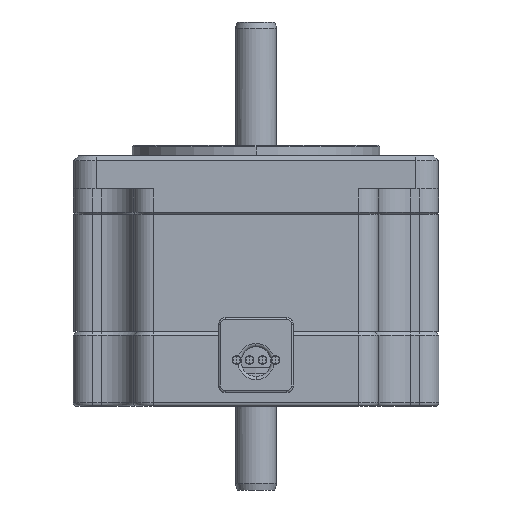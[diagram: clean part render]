
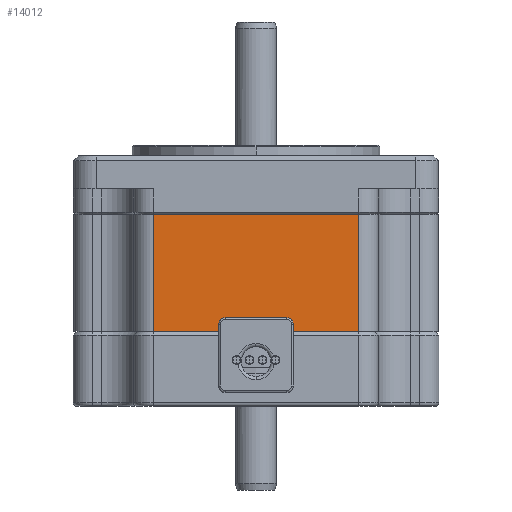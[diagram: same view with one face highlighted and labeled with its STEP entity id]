
A CAD part, front view. The second image highlights one B-rep face of the part: STEP entity #14012.
In plain terms, the highlighted planar face has unit normal (0, -1, 0).
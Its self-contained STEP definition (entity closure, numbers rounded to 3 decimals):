
#41=DIRECTION('',(1.,0.,0.));
#42=VECTOR('',#41,31.6);
#43=CARTESIAN_POINT('',(-15.8,-28.1,0.));
#44=LINE('',#43,#42);
#2639=DIRECTION('',(0.,0.,-1.));
#2640=VECTOR('',#2639,18.);
#2641=CARTESIAN_POINT('',(-15.8,-28.1,18.));
#2642=LINE('',#2641,#2640);
#2643=DIRECTION('',(0.,0.,-1.));
#2644=VECTOR('',#2643,18.);
#2645=CARTESIAN_POINT('',(15.8,-28.1,18.));
#2646=LINE('',#2645,#2644);
#2761=DIRECTION('',(1.,0.,0.));
#2762=VECTOR('',#2761,31.6);
#2763=CARTESIAN_POINT('',(-15.8,-28.1,18.));
#2764=LINE('',#2763,#2762);
#11891=CARTESIAN_POINT('',(-15.8,-28.1,0.));
#11893=VERTEX_POINT('',#11891);
#11897=CARTESIAN_POINT('',(-15.8,-28.1,18.));
#11898=VERTEX_POINT('',#11897);
#11900=CARTESIAN_POINT('',(15.8,-28.1,0.));
#11902=VERTEX_POINT('',#11900);
#11903=CARTESIAN_POINT('',(15.8,-28.1,18.));
#11904=VERTEX_POINT('',#11903);
#13999=CARTESIAN_POINT('',(-18.8,-28.1,0.));
#14000=DIRECTION('',(0.,-1.,0.));
#14001=DIRECTION('',(1.,0.,0.));
#14002=AXIS2_PLACEMENT_3D('',#13999,#14000,#14001);
#14003=PLANE('',#14002);
#14005=ORIENTED_EDGE('',*,*,#14004,.F.);
#14007=ORIENTED_EDGE('',*,*,#14006,.T.);
#14008=ORIENTED_EDGE('',*,*,#13991,.T.);
#14009=ORIENTED_EDGE('',*,*,#12406,.F.);
#14010=EDGE_LOOP('',(#14005,#14007,#14008,#14009));
#14011=FACE_OUTER_BOUND('',#14010,.F.);
#14012=ADVANCED_FACE('',(#14011),#14003,.T.);
#12406=EDGE_CURVE('',#11893,#11902,#44,.T.);
#13991=EDGE_CURVE('',#11904,#11902,#2646,.T.);
#14004=EDGE_CURVE('',#11898,#11893,#2642,.T.);
#14006=EDGE_CURVE('',#11898,#11904,#2764,.T.);
